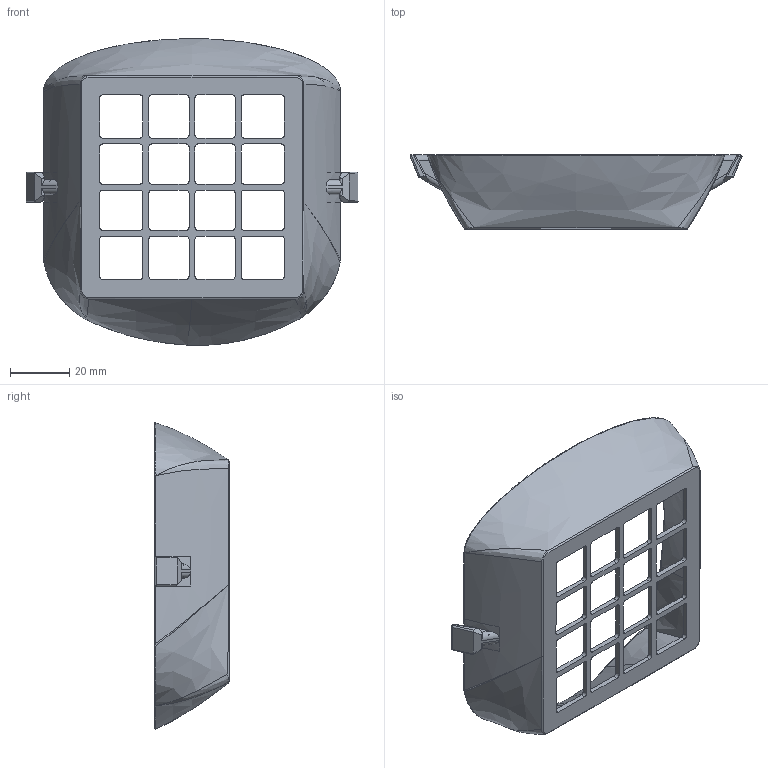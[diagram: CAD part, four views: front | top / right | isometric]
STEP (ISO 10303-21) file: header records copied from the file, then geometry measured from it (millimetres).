
FILE_DESCRIPTION((''),'2;1');
FILE_NAME('FILTER_COVER','2020-03-22T22:24:20',('Jason'),(''),'CREO PARAMETRIC BY PTC INC, 2019224','CREO PARAMETRIC BY PTC INC, 2019224','');
FILE_SCHEMA(('CONFIG_CONTROL_DESIGN'));
Length unit declared in the file: millimetre
Products named in the file (1): FILTER_COVER
Bounding box: 111.62 x 25 x 103.11 mm (x, y, z)
Volume: 38438.5 mm3; surface area: 24066.9 mm2
Topology: 1 solids, 1 shells, 257 faces, 713 edges, 460 vertices
Faces by surface type: cylinder 99, plane 93, bspline 59, extrusion 4, sphere 2
Entity records: 14058 total; most frequent: CARTESIAN_POINT 7793, ORIENTED_EDGE 1426, DIRECTION 1094, EDGE_CURVE 713, VERTEX_POINT 460, VECTOR 394, LINE 390, AXIS2_PLACEMENT_3D 350
